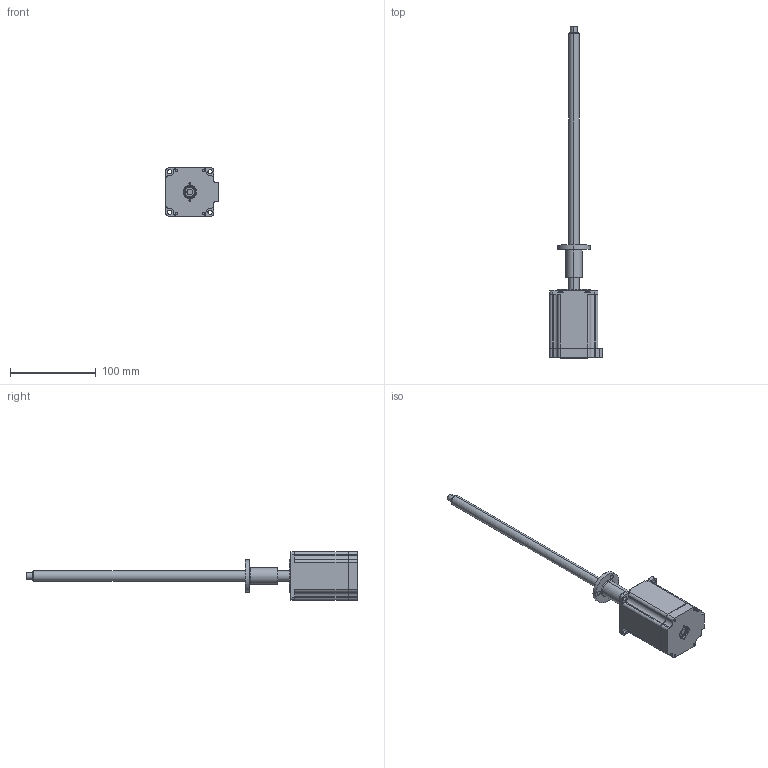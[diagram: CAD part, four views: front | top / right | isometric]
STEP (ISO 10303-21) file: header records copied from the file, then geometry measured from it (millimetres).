
FILE_DESCRIPTION (( 'STEP AP203' ), '1' );
FILE_NAME ('LE23AS-E12254-300-AR4-S-150.STEP', '2018-08-10T01:53:48', ( '' ), ( '' ), 'SwSTEP 2.0', 'SolidWorks 2014', '' );
FILE_SCHEMA (( 'CONFIG_CONTROL_DESIGN' ));
Length unit declared in the file: millimetre
Products named in the file (1): LE23AS-E12254-300-AR4-S-150
Bounding box: 61.2 x 386.5 x 56.2 mm (x, y, z)
Surface area: 44161.7 mm2 (no closed solid volume)
Topology: 0 solids, 19 shells, 294 faces, 899 edges, 614 vertices
Faces by surface type: plane 137, cylinder 92, cone 55, bspline 10
Entity records: 12424 total; most frequent: CARTESIAN_POINT 4500, DIRECTION 1584, ORIENTED_EDGE 1534, EDGE_CURVE 898, VERTEX_POINT 614, AXIS2_PLACEMENT_3D 542, VECTOR 500, LINE 500
